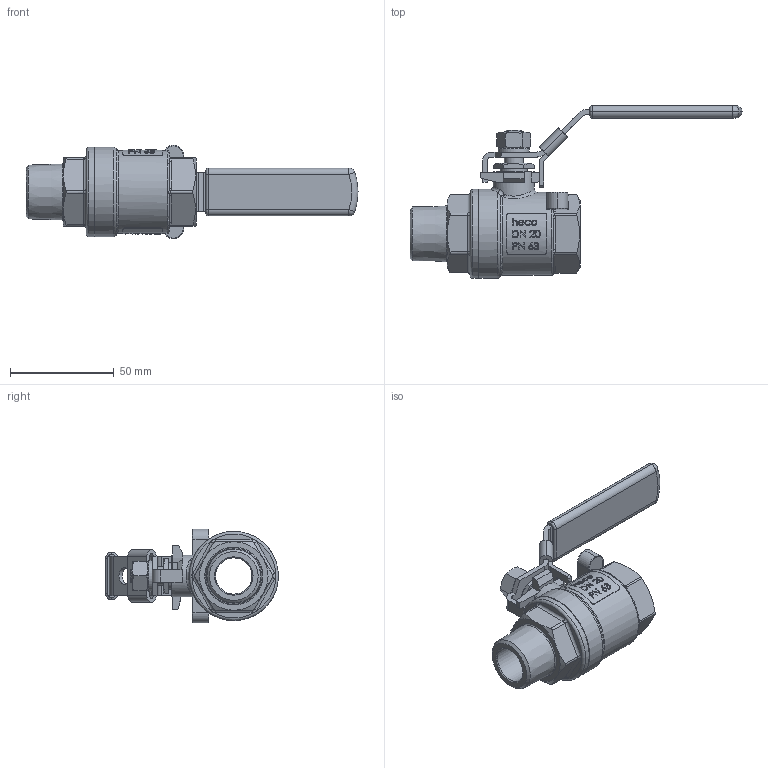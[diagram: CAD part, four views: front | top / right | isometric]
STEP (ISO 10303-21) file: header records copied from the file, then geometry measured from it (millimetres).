
FILE_DESCRIPTION (( 'STEP AP214' ), '1' );
FILE_NAME ('K2-034-0IA-4 Kugelhahn heco step214.STEP', '2012-11-30T14:15:04', ( 'test' ), ( '' ), 'SwSTEP 2.0', 'SolidWorks 2011', '' );
FILE_SCHEMA (( 'AUTOMOTIVE_DESIGN' ));
Length unit declared in the file: millimetre
Products named in the file (1): K2-034-0IA-4 Kugelhahn heco step214
Bounding box: 160 x 83.3 x 45 mm (x, y, z)
Volume: 85365.5 mm3; surface area: 26394 mm2
Topology: 1 solids, 1 shells, 715 faces, 1826 edges, 1164 vertices
Faces by surface type: plane 285, bspline 227, cylinder 139, cone 29, torus 29, sphere 6
Full cylindrical faces by diameter (mm): 8 x1, 9 x1, 13 x1, 15 x1, 17.5 x1, 20 x1, 24.12 x1, 40 x1, 43 x2
Entity records: 40198 total; most frequent: CARTESIAN_POINT 16856, ORIENTED_EDGE 3584, DIRECTION 2515, EDGE_CURVE 1792, VERTEX_POINT 1154, AXIS2_PLACEMENT_3D 844, LINE 827, VECTOR 827
